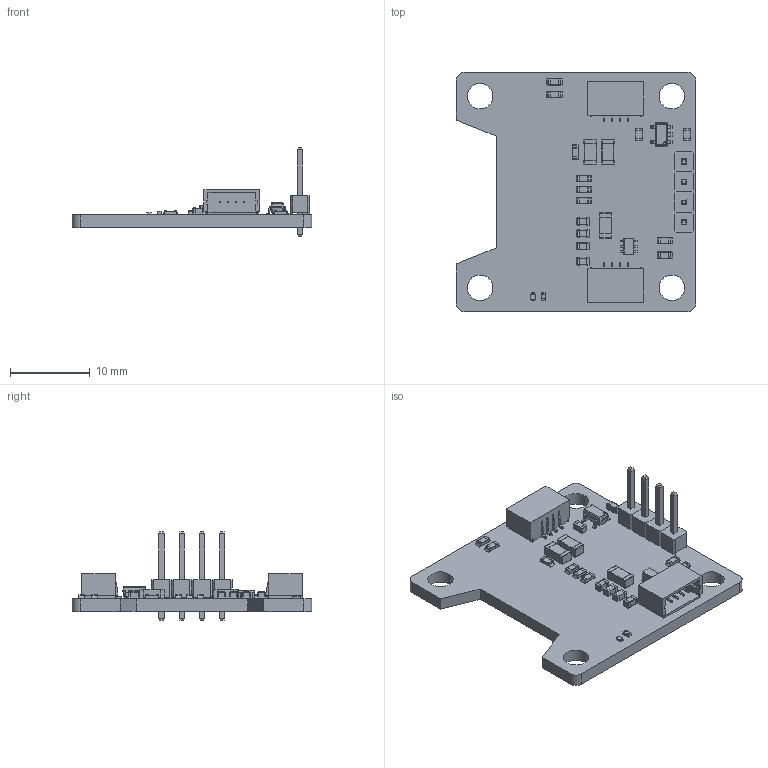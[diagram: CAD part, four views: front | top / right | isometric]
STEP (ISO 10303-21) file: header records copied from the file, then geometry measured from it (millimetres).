
FILE_DESCRIPTION(('KiCad electronic assembly'),'2;1');
FILE_NAME('OLED_0-96_3D.step','2021-10-18T11:11:34',('Pcbnew'),('Kicad') ,'Open CASCADE STEP processor 7.5','KiCad to STEP converter','Unknown' );
FILE_SCHEMA(('AUTOMOTIVE_DESIGN { 1 0 10303 214 1 1 1 1 }'));
Length unit declared in the file: millimetre
Products named in the file (20): OLED_0-96_3D 1; 0603R; SOLID; 1206C; COMPOUND; 0402R; 4x_Male_Pin_2.54_mm; 0402LED; 0603C; SOT-363; easyC connector; SOT-23-5
Assembly tree (34 placements, depth 3):
  OLED_0-96_3D 1
    0603R  x8
      SOLID
    1206C  x3
      COMPOUND
    0402R
      COMPOUND
    4x_Male_Pin_2.54_mm
      COMPOUND
    0402LED
      COMPOUND
    0603C  x6
      COMPOUND
    SOT-363
      COMPOUND
    easyC connector  x2
      SOLID
    SOT-23-5
      COMPOUND
    COMPOUND
Bounding box: 30 x 30 x 11.1 mm (x, y, z)
Volume: 1429.3 mm3; surface area: 2742.3 mm2
Topology: 67 solids, 67 shells, 1575 faces, 3842 edges, 2276 vertices
Faces by surface type: bspline 1553, cylinder 12, plane 10
Full cylindrical faces by diameter (mm): 1 x4, 3.2 x4
Entity records: 42150 total; most frequent: CARTESIAN_POINT 16849, B_SPLINE_CURVE_WITH_KNOTS 4626, ORIENTED_EDGE 3548, PCURVE 3548, DEFINITIONAL_REPRESENTATION 3548, EDGE_CURVE 1774, SURFACE_CURVE 1766, VERTEX_POINT 1124
